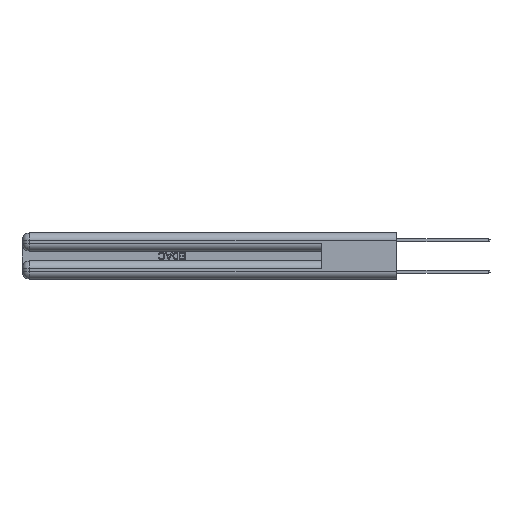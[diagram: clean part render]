
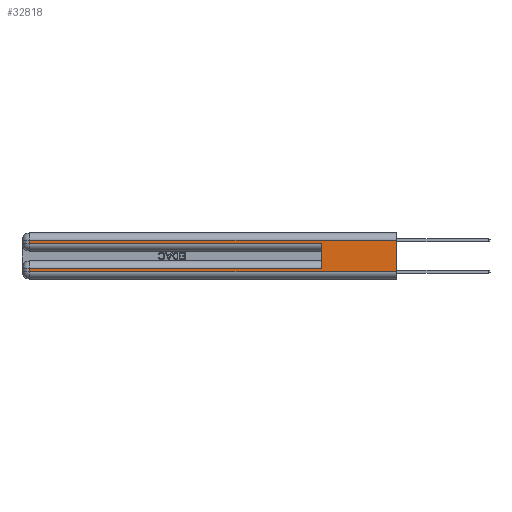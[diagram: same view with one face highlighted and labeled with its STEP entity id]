
A CAD part, left-side view. The second image highlights one B-rep face of the part: STEP entity #32818.
In plain terms, the highlighted planar face has unit normal (-1, 0, 0).
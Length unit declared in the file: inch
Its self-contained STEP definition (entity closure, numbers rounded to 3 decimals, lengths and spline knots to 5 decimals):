
#405 = DIRECTION ( 'NONE',  ( 0., -1., 0. ) ) ;
#470 = CARTESIAN_POINT ( 'NONE',  ( 0., 2.94, 0.06 ) ) ;
#471 = CARTESIAN_POINT ( 'NONE',  ( 0., 0.6, 0.085 ) ) ;
#571 = LINE ( 'NONE', #5523, #16696 ) ;
#938 = ORIENTED_EDGE ( 'NONE', *, *, #5667, .T. ) ;
#1853 = VECTOR ( 'NONE', #29068, 39.37008 ) ;
#3440 = EDGE_CURVE ( 'NONE', #31881, #14541, #13798, .T. ) ;
#3855 = PLANE ( 'NONE',  #14258 ) ;
#4066 = EDGE_CURVE ( 'NONE', #5227, #31881, #19509, .T. ) ;
#4099 = ORIENTED_EDGE ( 'NONE', *, *, #16822, .F. ) ;
#5227 = VERTEX_POINT ( 'NONE', #12505 ) ;
#5523 = CARTESIAN_POINT ( 'NONE',  ( 0., 0., 0.06 ) ) ;
#5542 = CARTESIAN_POINT ( 'NONE',  ( 0., 0., 0.085 ) ) ;
#5619 = ORIENTED_EDGE ( 'NONE', *, *, #3440, .T. ) ;
#5667 = EDGE_CURVE ( 'NONE', #17386, #8933, #20578, .T. ) ;
#5957 = DIRECTION ( 'NONE',  ( 0., 0., -1. ) ) ;
#6130 = EDGE_CURVE ( 'NONE', #11656, #17386, #20877, .T. ) ;
#6865 = VECTOR ( 'NONE', #29552, 39.37008 ) ;
#7372 = CARTESIAN_POINT ( 'NONE',  ( 0., 0.6, 0.145 ) ) ;
#7824 = CARTESIAN_POINT ( 'NONE',  ( 0., 0., 0.37 ) ) ;
#8156 = LINE ( 'NONE', #7824, #1853 ) ;
#8282 = CARTESIAN_POINT ( 'NONE',  ( 0., 0., 0.285 ) ) ;
#8449 = DIRECTION ( 'NONE',  ( 0., -1., 0. ) ) ;
#8450 = CARTESIAN_POINT ( 'NONE',  ( 0., 2.94, 0.31 ) ) ;
#8933 = VERTEX_POINT ( 'NONE', #470 ) ;
#8984 = CARTESIAN_POINT ( 'NONE',  ( 0., 0., 0.31 ) ) ;
#9139 = EDGE_CURVE ( 'NONE', #14541, #11859, #18305, .T. ) ;
#9756 = DIRECTION ( 'NONE',  ( 0., 0., 1. ) ) ;
#10712 = CARTESIAN_POINT ( 'NONE',  ( 0., 2.94, 0.37 ) ) ;
#11656 = VERTEX_POINT ( 'NONE', #471 ) ;
#11795 = CARTESIAN_POINT ( 'NONE',  ( 0., 0., 0.06 ) ) ;
#11859 = VERTEX_POINT ( 'NONE', #21747 ) ;
#12505 = CARTESIAN_POINT ( 'NONE',  ( 0., 0., 0.31 ) ) ;
#13798 = LINE ( 'NONE', #18876, #23338 ) ;
#14258 = AXIS2_PLACEMENT_3D ( 'NONE', #26497, #32094, #14271 ) ;
#14271 = DIRECTION ( 'NONE',  ( 0., 0., -1. ) ) ;
#14437 = EDGE_CURVE ( 'NONE', #5227, #30555, #8156, .T. ) ;
#14541 = VERTEX_POINT ( 'NONE', #16490 ) ;
#15293 = ORIENTED_EDGE ( 'NONE', *, *, #14437, .F. ) ;
#15919 = ORIENTED_EDGE ( 'NONE', *, *, #6130, .T. ) ;
#16490 = CARTESIAN_POINT ( 'NONE',  ( 0., 2.94, 0.285 ) ) ;
#16696 = VECTOR ( 'NONE', #405, 39.37008 ) ;
#16822 = EDGE_CURVE ( 'NONE', #11656, #11859, #22673, .T. ) ;
#17386 = VERTEX_POINT ( 'NONE', #21419 ) ;
#18305 = LINE ( 'NONE', #8282, #18974 ) ;
#18876 = CARTESIAN_POINT ( 'NONE',  ( 0., 2.94, 0.37 ) ) ;
#18974 = VECTOR ( 'NONE', #8449, 39.37008 ) ;
#19509 = LINE ( 'NONE', #8984, #6865 ) ;
#19711 = VECTOR ( 'NONE', #28150, 39.37008 ) ;
#20578 = LINE ( 'NONE', #10712, #25613 ) ;
#20877 = LINE ( 'NONE', #5542, #19711 ) ;
#21084 = DIRECTION ( 'NONE',  ( 0., 0., -1. ) ) ;
#21419 = CARTESIAN_POINT ( 'NONE',  ( 0., 2.94, 0.085 ) ) ;
#21747 = CARTESIAN_POINT ( 'NONE',  ( 0., 0.6, 0.285 ) ) ;
#22673 = LINE ( 'NONE', #7372, #23610 ) ;
#23338 = VECTOR ( 'NONE', #5957, 39.37008 ) ;
#23610 = VECTOR ( 'NONE', #9756, 39.37008 ) ;
#25381 = EDGE_CURVE ( 'NONE', #8933, #30555, #571, .T. ) ;
#25613 = VECTOR ( 'NONE', #21084, 39.37008 ) ;
#26497 = CARTESIAN_POINT ( 'NONE',  ( 0., 0., 0.37 ) ) ;
#28150 = DIRECTION ( 'NONE',  ( 0., 1., 0. ) ) ;
#29067 = FACE_OUTER_BOUND ( 'NONE', #30330, .T. ) ;
#29068 = DIRECTION ( 'NONE',  ( 0., 0., -1. ) ) ;
#29552 = DIRECTION ( 'NONE',  ( 0., 1., 0. ) ) ;
#30192 = ORIENTED_EDGE ( 'NONE', *, *, #4066, .T. ) ;
#30330 = EDGE_LOOP ( 'NONE', ( #15293, #30192, #5619, #31177, #4099, #15919, #938, #33022 ) ) ;
#30555 = VERTEX_POINT ( 'NONE', #11795 ) ;
#31177 = ORIENTED_EDGE ( 'NONE', *, *, #9139, .T. ) ;
#31881 = VERTEX_POINT ( 'NONE', #8450 ) ;
#32094 = DIRECTION ( 'NONE',  ( 1., 0., 0. ) ) ;
#32818 = ADVANCED_FACE ( 'NONE', ( #29067 ), #3855, .F. ) ;
#33022 = ORIENTED_EDGE ( 'NONE', *, *, #25381, .T. ) ;
